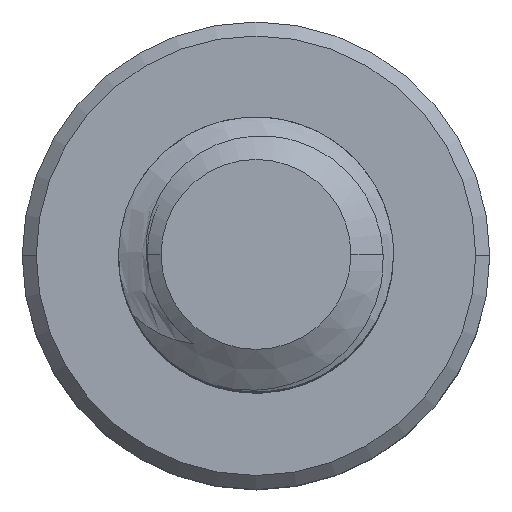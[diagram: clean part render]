
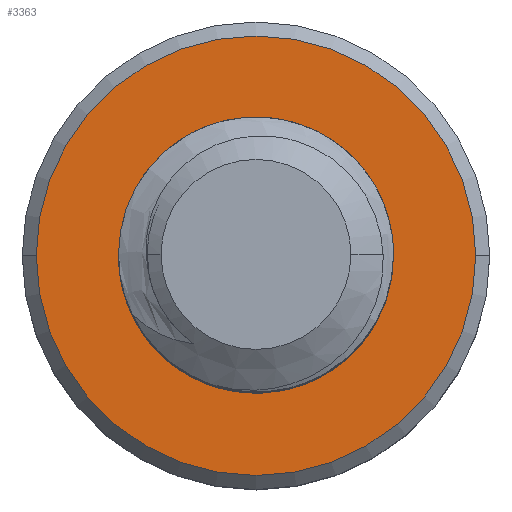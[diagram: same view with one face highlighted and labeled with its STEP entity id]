
A CAD part, top view. The second image highlights one B-rep face of the part: STEP entity #3363.
In plain terms, the highlighted planar face has unit normal (0, 0, 1).
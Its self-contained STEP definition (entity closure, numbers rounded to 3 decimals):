
#436 = AXIS2_PLACEMENT_3D ( 'NONE', #3760, #3798, #6177 ) ;
#510 = EDGE_CURVE ( 'NONE', #5439, #7016, #515, .T. ) ;
#515 = CIRCLE ( 'NONE', #7183, 2.5 ) ;
#580 = ORIENTED_EDGE ( 'NONE', *, *, #5359, .T. ) ;
#859 = CARTESIAN_POINT ( 'NONE',  ( -2.5, 0., -14. ) ) ;
#903 = AXIS2_PLACEMENT_3D ( 'NONE', #5583, #3272, #2030 ) ;
#2024 = CARTESIAN_POINT ( 'NONE',  ( -3.995, 0., -14. ) ) ;
#2030 = DIRECTION ( 'NONE',  ( -1., 0., 0. ) ) ;
#2067 = CARTESIAN_POINT ( 'NONE',  ( 2.5, 0., -14. ) ) ;
#2198 = FACE_BOUND ( 'NONE', #6825, .T. ) ;
#2201 = DIRECTION ( 'NONE',  ( 0., 0., 1. ) ) ;
#2216 = EDGE_LOOP ( 'NONE', ( #580, #5150 ) ) ;
#2665 = EDGE_CURVE ( 'NONE', #5109, #6516, #6606, .T. ) ;
#3272 = DIRECTION ( 'NONE',  ( 0., 0., 1. ) ) ;
#3342 = DIRECTION ( 'NONE',  ( -1., 0., 0. ) ) ;
#3363 = ADVANCED_FACE ( 'NONE', ( #2198, #4475 ), #5007, .F. ) ;
#3401 = AXIS2_PLACEMENT_3D ( 'NONE', #6170, #4561, #3342 ) ;
#3546 = ORIENTED_EDGE ( 'NONE', *, *, #510, .F. ) ;
#3650 = ORIENTED_EDGE ( 'NONE', *, *, #6003, .F. ) ;
#3760 = CARTESIAN_POINT ( 'NONE',  ( 0., 0., -14. ) ) ;
#3798 = DIRECTION ( 'NONE',  ( 0., 0., 1. ) ) ;
#3949 = CARTESIAN_POINT ( 'NONE',  ( 3.995, 0., -14. ) ) ;
#4475 = FACE_OUTER_BOUND ( 'NONE', #2216, .T. ) ;
#4561 = DIRECTION ( 'NONE',  ( 0., 0., 1. ) ) ;
#5007 = PLANE ( 'NONE',  #6488 ) ;
#5045 = CARTESIAN_POINT ( 'NONE',  ( 0., 0., -14. ) ) ;
#5109 = VERTEX_POINT ( 'NONE', #3949 ) ;
#5150 = ORIENTED_EDGE ( 'NONE', *, *, #2665, .T. ) ;
#5359 = EDGE_CURVE ( 'NONE', #6516, #5109, #6860, .T. ) ;
#5439 = VERTEX_POINT ( 'NONE', #2067 ) ;
#5583 = CARTESIAN_POINT ( 'NONE',  ( 0., 0., -14. ) ) ;
#5609 = DIRECTION ( 'NONE',  ( 1., 0., 0. ) ) ;
#5643 = DIRECTION ( 'NONE',  ( 0., 0., -1. ) ) ;
#6003 = EDGE_CURVE ( 'NONE', #7016, #5439, #6164, .T. ) ;
#6124 = CARTESIAN_POINT ( 'NONE',  ( 0., 0., -14. ) ) ;
#6164 = CIRCLE ( 'NONE', #436, 2.5 ) ;
#6170 = CARTESIAN_POINT ( 'NONE',  ( 0., 0., -14. ) ) ;
#6177 = DIRECTION ( 'NONE',  ( 1., 0., 0. ) ) ;
#6488 = AXIS2_PLACEMENT_3D ( 'NONE', #5045, #5643, #6751 ) ;
#6516 = VERTEX_POINT ( 'NONE', #2024 ) ;
#6606 = CIRCLE ( 'NONE', #3401, 3.995 ) ;
#6751 = DIRECTION ( 'NONE',  ( -1., 0., 0. ) ) ;
#6825 = EDGE_LOOP ( 'NONE', ( #3546, #3650 ) ) ;
#6860 = CIRCLE ( 'NONE', #903, 3.995 ) ;
#7016 = VERTEX_POINT ( 'NONE', #859 ) ;
#7183 = AXIS2_PLACEMENT_3D ( 'NONE', #6124, #2201, #5609 ) ;
